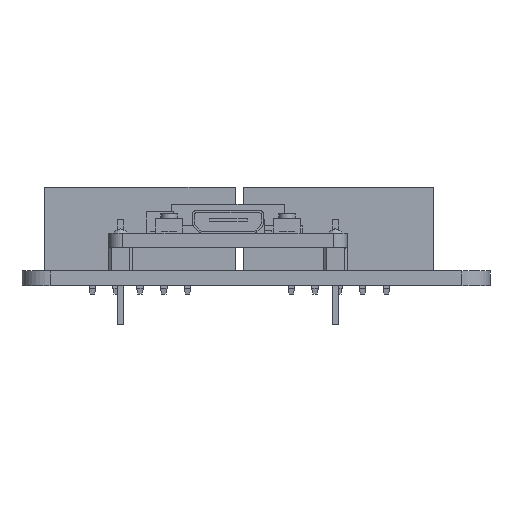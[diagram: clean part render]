
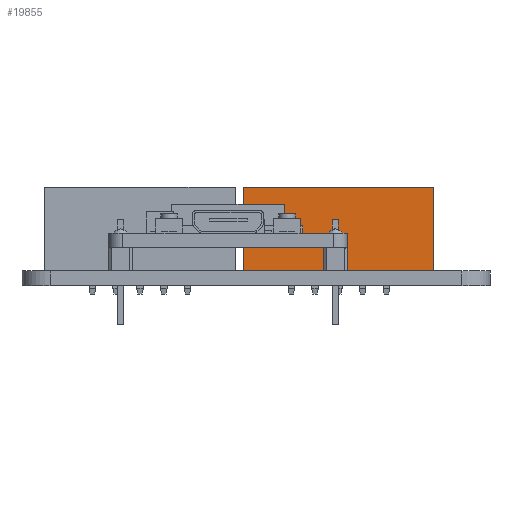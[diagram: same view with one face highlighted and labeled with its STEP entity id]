
A CAD part, left-side view. The second image highlights one B-rep face of the part: STEP entity #19855.
In plain terms, the highlighted face is planar.
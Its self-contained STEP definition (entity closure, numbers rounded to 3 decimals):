
#1061=FACE_OUTER_BOUND('',#2210,.T.);
#2210=EDGE_LOOP('',(#13184,#13185,#13186,#13187));
#3637=LINE('',#27722,#6071);
#3640=LINE('',#27728,#6074);
#3641=LINE('',#27730,#6075);
#3642=LINE('',#27731,#6076);
#6071=VECTOR('',#22475,8.9);
#6074=VECTOR('',#22480,20.32);
#6075=VECTOR('',#22481,8.9);
#6076=VECTOR('',#22482,20.32);
#8505=VERTEX_POINT('',#27719);
#8506=VERTEX_POINT('',#27721);
#8508=VERTEX_POINT('',#27727);
#8509=VERTEX_POINT('',#27729);
#10347=EDGE_CURVE('',#8506,#8505,#3637,.T.);
#10350=EDGE_CURVE('',#8505,#8508,#3640,.T.);
#10351=EDGE_CURVE('',#8509,#8508,#3641,.T.);
#10352=EDGE_CURVE('',#8506,#8509,#3642,.T.);
#13184=ORIENTED_EDGE('',*,*,#10350,.T.);
#13185=ORIENTED_EDGE('',*,*,#10351,.F.);
#13186=ORIENTED_EDGE('',*,*,#10352,.F.);
#13187=ORIENTED_EDGE('',*,*,#10347,.T.);
#18846=PLANE('',#21061);
#19855=ADVANCED_FACE('',(#1061),#18846,.F.);
#21061=AXIS2_PLACEMENT_3D('',#27726,#22478,#22479);
#22475=DIRECTION('',(0.,-1.,0.));
#22478=DIRECTION('center_axis',(0.,0.,
-1.));
#22479=DIRECTION('ref_axis',(-1.,0.,0.));
#22480=DIRECTION('',(1.,0.,0.));
#22481=DIRECTION('',(0.,-1.,0.));
#22482=DIRECTION('',(1.,0.,0.));
#27719=CARTESIAN_POINT('',(-52.27,9.701,-53.461));
#27721=CARTESIAN_POINT('',(-52.27,18.601,-53.461));
#27722=CARTESIAN_POINT('',(-52.27,18.601,-53.461));
#27726=CARTESIAN_POINT('Origin',(-52.27,18.601,-53.461));
#27727=CARTESIAN_POINT('',(-31.95,9.701,-53.461));
#27728=CARTESIAN_POINT('',(-52.27,9.701,-53.461));
#27729=CARTESIAN_POINT('',(-31.95,18.601,-53.461));
#27730=CARTESIAN_POINT('',(-31.95,18.601,-53.461));
#27731=CARTESIAN_POINT('',(-52.27,18.601,-53.461));
